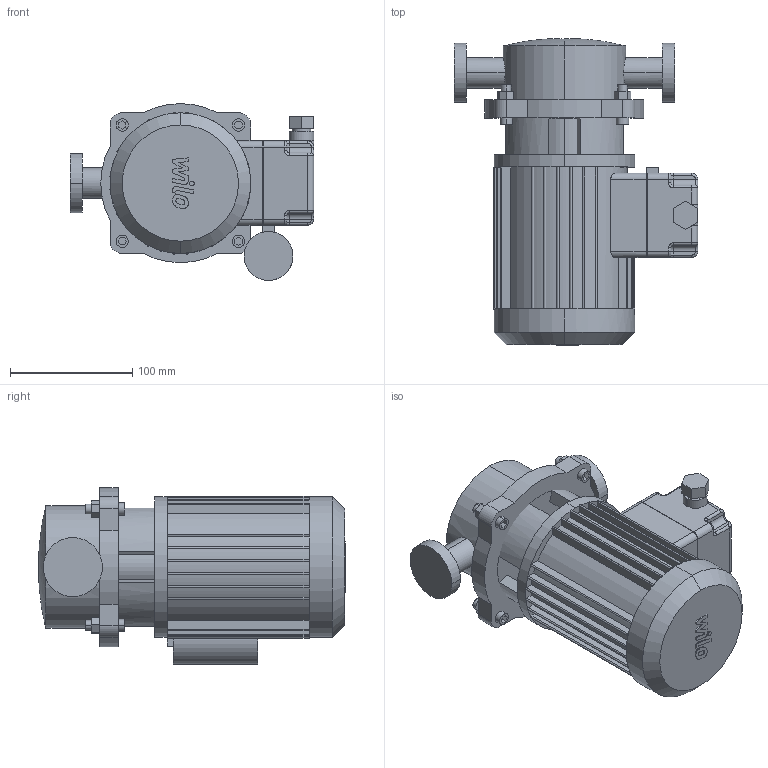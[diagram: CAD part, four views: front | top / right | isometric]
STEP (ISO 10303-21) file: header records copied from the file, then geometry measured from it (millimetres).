
FILE_DESCRIPTION((''),'2;1');
FILE_NAME('3d_IP-Z25_2EM-4090293.stp','2014-09-01T12:45:12',(''),(''),'Mechanical Desktop 2009','Mechanical Desktop 2009',', , ');
FILE_SCHEMA(('CONFIG_CONTROL_DESIGN'));
Length unit declared in the file: millimetre
Products named in the file (1): Product
Bounding box: 199 x 250.76 x 144.5 mm (x, y, z)
Volume: 2576660.2 mm3; surface area: 274960.9 mm2
Topology: 11 solids, 11 shells, 411 faces, 1047 edges, 675 vertices
Faces by surface type: plane 182, cylinder 138, bspline 65, torus 24, cone 2
Entity records: 13142 total; most frequent: CARTESIAN_POINT 3139, ORIENTED_EDGE 2086, DIRECTION 2007, EDGE_CURVE 1043, AXIS2_PLACEMENT_3D 675, VERTEX_POINT 675, VECTOR 657, LINE 657
